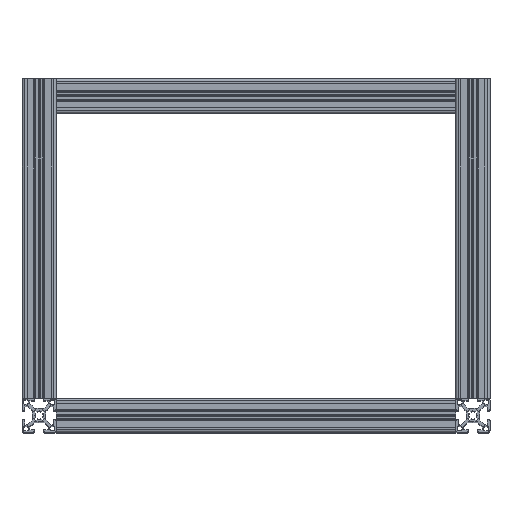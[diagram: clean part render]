
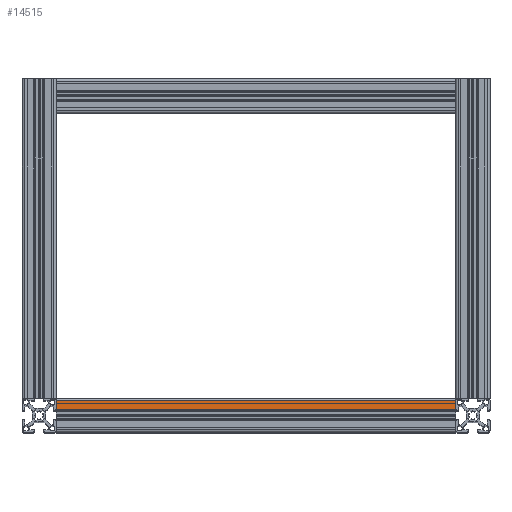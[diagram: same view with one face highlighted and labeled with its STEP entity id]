
A CAD part, top view. The second image highlights one B-rep face of the part: STEP entity #14515.
In plain terms, the highlighted planar face has unit normal (0, 0, 1).
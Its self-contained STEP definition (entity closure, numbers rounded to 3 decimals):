
#77 = ORIENTED_EDGE ( 'NONE', *, *, #1972, .T. ) ;
#1972 = EDGE_CURVE ( 'NONE', #28025, #36039, #28054, .T. ) ;
#5061 = ORIENTED_EDGE ( 'NONE', *, *, #7922, .F. ) ;
#6177 = CARTESIAN_POINT ( 'NONE',  ( 217.426, 4.75, 230. ) ) ;
#7922 = EDGE_CURVE ( 'NONE', #13606, #12828, #37473, .T. ) ;
#8479 = PLANE ( 'NONE',  #23211 ) ;
#8879 = DIRECTION ( 'NONE',  ( 0., -1., 0. ) ) ;
#11496 = VECTOR ( 'NONE', #28644, 1000. ) ;
#12253 = DIRECTION ( 'NONE',  ( 0., -1., 0. ) ) ;
#12518 = CARTESIAN_POINT ( 'NONE',  ( 217.426, 13., 230. ) ) ;
#12739 = CARTESIAN_POINT ( 'NONE',  ( -175., 4.75, 230. ) ) ;
#12828 = VERTEX_POINT ( 'NONE', #12739 ) ;
#13383 = CARTESIAN_POINT ( 'NONE',  ( 175., 4.75, 230. ) ) ;
#13606 = VERTEX_POINT ( 'NONE', #13383 ) ;
#14515 = ADVANCED_FACE ( 'NONE', ( #23812 ), #8479, .F. ) ;
#14617 = CARTESIAN_POINT ( 'NONE',  ( 217.426, 13., 230. ) ) ;
#15629 = EDGE_CURVE ( 'NONE', #36039, #12828, #24426, .T. ) ;
#16268 = VECTOR ( 'NONE', #12253, 1000. ) ;
#17899 = CARTESIAN_POINT ( 'NONE',  ( -175., 13., 230. ) ) ;
#18858 = DIRECTION ( 'NONE',  ( -1., 0., 0. ) ) ;
#19896 = ORIENTED_EDGE ( 'NONE', *, *, #15629, .T. ) ;
#20644 = VECTOR ( 'NONE', #8879, 1000. ) ;
#20967 = DIRECTION ( 'NONE',  ( 0., 0., -1. ) ) ;
#23211 = AXIS2_PLACEMENT_3D ( 'NONE', #14617, #20967, #33435 ) ;
#23514 = CARTESIAN_POINT ( 'NONE',  ( 175., 13., 230. ) ) ;
#23812 = FACE_OUTER_BOUND ( 'NONE', #26872, .T. ) ;
#24426 = LINE ( 'NONE', #17899, #20644 ) ;
#26872 = EDGE_LOOP ( 'NONE', ( #29285, #77, #19896, #5061 ) ) ;
#27463 = VECTOR ( 'NONE', #18858, 1000. ) ;
#28025 = VERTEX_POINT ( 'NONE', #23514 ) ;
#28054 = LINE ( 'NONE', #12518, #11496 ) ;
#28157 = EDGE_CURVE ( 'NONE', #28025, #13606, #31279, .T. ) ;
#28644 = DIRECTION ( 'NONE',  ( -1., 0., 0. ) ) ;
#29285 = ORIENTED_EDGE ( 'NONE', *, *, #28157, .F. ) ;
#31279 = LINE ( 'NONE', #31672, #16268 ) ;
#31672 = CARTESIAN_POINT ( 'NONE',  ( 175., 13., 230. ) ) ;
#31740 = CARTESIAN_POINT ( 'NONE',  ( -175., 13., 230. ) ) ;
#33435 = DIRECTION ( 'NONE',  ( 0., -1., 0. ) ) ;
#36039 = VERTEX_POINT ( 'NONE', #31740 ) ;
#37473 = LINE ( 'NONE', #6177, #27463 ) ;
